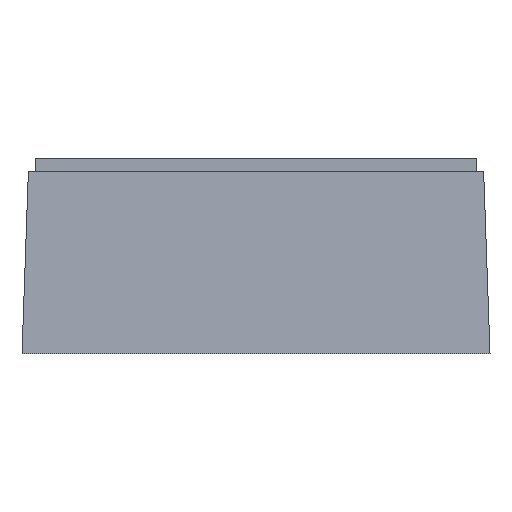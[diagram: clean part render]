
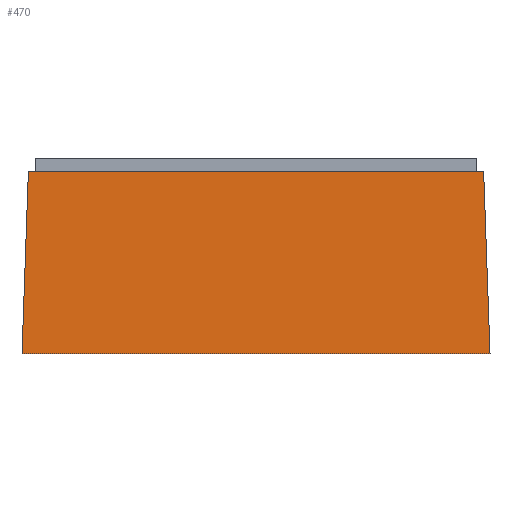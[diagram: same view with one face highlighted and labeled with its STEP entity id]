
A CAD part, front view. The second image highlights one B-rep face of the part: STEP entity #470.
In plain terms, the highlighted planar face has unit normal (0, -0.999, 0.035).
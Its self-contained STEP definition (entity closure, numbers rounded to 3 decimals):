
#123=FACE_OUTER_BOUND('',#727,.T.);
#230=LINE('',#3080,#341);
#235=LINE('',#3097,#346);
#236=LINE('',#3099,#347);
#237=LINE('',#3101,#348);
#341=VECTOR('',#2217,1.);
#346=VECTOR('',#2232,1.);
#347=VECTOR('',#2233,1.);
#348=VECTOR('',#2234,1.);
#470=ADVANCED_FACE('',(#123),#584,.T.);
#584=PLANE('',#2108);
#727=EDGE_LOOP('',(#937,#938,#939,#940));
#937=ORIENTED_EDGE('',*,*,#1712,.T.);
#938=ORIENTED_EDGE('',*,*,#1704,.F.);
#939=ORIENTED_EDGE('',*,*,#1713,.T.);
#940=ORIENTED_EDGE('',*,*,#1714,.T.);
#1507=VERTEX_POINT('',#3075);
#1509=VERTEX_POINT('',#3079);
#1517=VERTEX_POINT('',#3098);
#1518=VERTEX_POINT('',#3100);
#1704=EDGE_CURVE('',#1509,#1507,#230,.T.);
#1712=EDGE_CURVE('',#1517,#1507,#235,.T.);
#1713=EDGE_CURVE('',#1509,#1518,#236,.T.);
#1714=EDGE_CURVE('',#1518,#1517,#237,.T.);
#2108=AXIS2_PLACEMENT_3D('',#3102,#2235,#2236);
#2217=DIRECTION('',(-1.,0.,0.));
#2232=DIRECTION('',(-0.035,-0.035,-0.999));
#2233=DIRECTION('',(-0.035,0.035,0.999));
#2234=DIRECTION('',(-1.,0.,0.));
#2235=DIRECTION('',(0.,-0.999,0.035));
#2236=DIRECTION('',(0.,0.035,0.999));
#3075=CARTESIAN_POINT('',(-21.207,-21.207,-0.2));
#3079=CARTESIAN_POINT('',(21.207,-21.207,-0.2));
#3080=CARTESIAN_POINT('',(25.,-21.207,-0.2));
#3097=CARTESIAN_POINT('',(-21.144,-21.144,1.609));
#3098=CARTESIAN_POINT('',(-20.631,-20.631,16.3));
#3099=CARTESIAN_POINT('',(21.205,-21.205,-0.132));
#3100=CARTESIAN_POINT('',(20.631,-20.631,16.3));
#3101=CARTESIAN_POINT('',(25.,-20.631,16.3));
#3102=CARTESIAN_POINT('',(25.,-21.2,0.));
